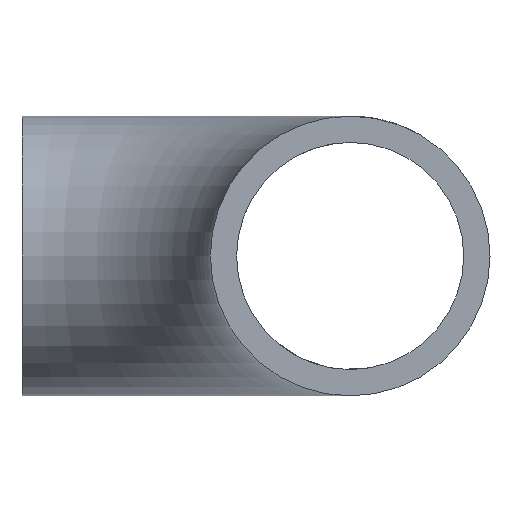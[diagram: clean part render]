
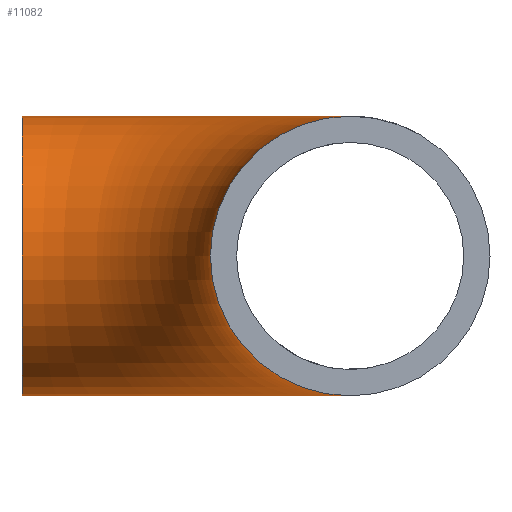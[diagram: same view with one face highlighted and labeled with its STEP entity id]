
A CAD part, left-side view. The second image highlights one B-rep face of the part: STEP entity #11082.
In plain terms, the highlighted toroidal (fillet/blend) face has major radius 25 mm and minor radius 10.65 mm.
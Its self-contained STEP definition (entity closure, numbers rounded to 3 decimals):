
#236 = CARTESIAN_POINT ( 'NONE',  ( 20.365, 4.505, -9.922 ) ) ;
#306 = CARTESIAN_POINT ( 'NONE',  ( 23.307, 5.906, 9.347 ) ) ;
#351 = CIRCLE ( 'NONE', #3776, 10.65 ) ;
#378 = CARTESIAN_POINT ( 'NONE',  ( 31.363, 10.717, 4.903 ) ) ;
#442 = CARTESIAN_POINT ( 'NONE',  ( 32.072, 11.209, -3.916 ) ) ;
#513 = CARTESIAN_POINT ( 'NONE',  ( 28.808, 9.035, 7.128 ) ) ;
#980 = CARTESIAN_POINT ( 'NONE',  ( 0.843, 0.002, 10.65 ) ) ;
#1292 = CARTESIAN_POINT ( 'NONE',  ( 23.351, 5.929, -9.336 ) ) ;
#1318 = EDGE_CURVE ( 'NONE', #11096, #11358, #3741, .T. ) ;
#1363 = CARTESIAN_POINT ( 'NONE',  ( 31.108, 10.543, 5.197 ) ) ;
#1434 = CARTESIAN_POINT ( 'NONE',  ( 33.153, 11.979, 0.852 ) ) ;
#1501 = CARTESIAN_POINT ( 'NONE',  ( 32.478, 11.495, 3.25 ) ) ;
#1571 = CARTESIAN_POINT ( 'NONE',  ( 24.789, 6.683, -8.932 ) ) ;
#2183 = FACE_OUTER_BOUND ( 'NONE', #10758, .T. ) ;
#2313 = CARTESIAN_POINT ( 'NONE',  ( 11.675, 1.452, -10.583 ) ) ;
#2343 = DIRECTION ( 'NONE',  ( 0., 0., -1. ) ) ;
#2382 = CARTESIAN_POINT ( 'NONE',  ( 32.459, 11.482, -3.213 ) ) ;
#2452 = CARTESIAN_POINT ( 'NONE',  ( 1.686, 0.023, -10.65 ) ) ;
#2523 = CARTESIAN_POINT ( 'NONE',  ( 22.618, 5.561, -9.506 ) ) ;
#2586 = CARTESIAN_POINT ( 'NONE',  ( 30.569, 10.18, 5.749 ) ) ;
#3005 = DIRECTION ( 'NONE',  ( 0., 0., 1. ) ) ;
#3316 = CARTESIAN_POINT ( 'NONE',  ( 30.289, 9.994, 6.005 ) ) ;
#3382 = CARTESIAN_POINT ( 'NONE',  ( 31.391, 10.737, -4.868 ) ) ;
#3443 = CARTESIAN_POINT ( 'NONE',  ( 31.14, 10.565, -5.161 ) ) ;
#3519 = CARTESIAN_POINT ( 'NONE',  ( 3.371, 0.116, 10.65 ) ) ;
#3593 = CARTESIAN_POINT ( 'NONE',  ( 31.858, 11.059, -4.245 ) ) ;
#3741 = B_SPLINE_CURVE_WITH_KNOTS ( 'NONE', 3,
 ( #10233, #980, #6732, #3519, #10755, #6661, #4538, #9695, #7538, #11564, #12778, #6599, #11627, #9631, #306, #6517, #8621, #5568, #12573, #513, #9556, #3316, #2586, #1363, #378, #10697, #1501, #5624, #4325, #4402, #1434, #8553, #12641, #9764, #12704, #10625, #12849, #11827, #2382, #442, #3593, #3382, #3443, #4610, #8689, #7679, #8760, #7748, #11764, #10820, #7602, #5496, #1571, #1292, #2523, #5700, #236, #6444, #8478, #7476, #2313, #10553, #4474, #11698, #5419, #2452, #5896, #6998 ),
 .UNSPECIFIED., .F., .F.,
 ( 4, 2, 2, 2, 2, 2, 2, 2, 2, 2, 2, 2, 2, 2, 2, 2, 2, 2, 2, 2, 2, 2, 2, 2, 2, 2, 2, 2, 2, 2, 2, 2, 2, 4 ),
 ( 0., 0.002, 0.005, 0.01, 0.015, 0.02, 0.023, 0.025, 0.028, 0.03, 0.033, 0.034, 0.035, 0.038, 0.039, 0.04, 0.04, 0.042, 0.043, 0.044, 0.045, 0.047, 0.048, 0.05, 0.052, 0.053, 0.055, 0.058, 0.061, 0.066, 0.071, 0.076, 0.078, 0.081 ),
 .UNSPECIFIED. ) ;
#3776 = AXIS2_PLACEMENT_3D ( 'NONE', #12735, #11654, #2343 ) ;
#4268 = CARTESIAN_POINT ( 'NONE',  ( 0., 25., 0. ) ) ;
#4325 = CARTESIAN_POINT ( 'NONE',  ( 33.011, 11.877, 1.69 ) ) ;
#4359 = AXIS2_PLACEMENT_3D ( 'NONE', #4268, #3005, #5089 ) ;
#4402 = CARTESIAN_POINT ( 'NONE',  ( 33.124, 11.959, 1.064 ) ) ;
#4471 = DIRECTION ( 'NONE',  ( 0., 0., -1. ) ) ;
#4474 = CARTESIAN_POINT ( 'NONE',  ( 6.722, 0.46, -10.644 ) ) ;
#4538 = CARTESIAN_POINT ( 'NONE',  ( 8.393, 0.736, 10.636 ) ) ;
#4610 = CARTESIAN_POINT ( 'NONE',  ( 30.605, 10.204, -5.715 ) ) ;
#5089 = DIRECTION ( 'NONE',  ( 1., 0., 0. ) ) ;
#5215 = TOROIDAL_SURFACE ( 'NONE', #4359, 25., 10.65 ) ;
#5419 = CARTESIAN_POINT ( 'NONE',  ( 3.369, 0.116, -10.65 ) ) ;
#5493 = CARTESIAN_POINT ( 'NONE',  ( 0., 0., 0. ) ) ;
#5496 = CARTESIAN_POINT ( 'NONE',  ( 25.493, 7.07, -8.7 ) ) ;
#5568 = CARTESIAN_POINT ( 'NONE',  ( 26.852, 7.846, 8.162 ) ) ;
#5624 = CARTESIAN_POINT ( 'NONE',  ( 32.899, 11.796, 2.094 ) ) ;
#5700 = CARTESIAN_POINT ( 'NONE',  ( 21.126, 4.85, -9.799 ) ) ;
#5896 = CARTESIAN_POINT ( 'NONE',  ( 0.843, 0.002, -10.65 ) ) ;
#6183 = CARTESIAN_POINT ( 'NONE',  ( 0., 0., 10.65 ) ) ;
#6372 = ORIENTED_EDGE ( 'NONE', *, *, #9430, .F. ) ;
#6444 = CARTESIAN_POINT ( 'NONE',  ( 18.06, 3.521, -10.231 ) ) ;
#6517 = CARTESIAN_POINT ( 'NONE',  ( 24.753, 6.664, 8.944 ) ) ;
#6599 = CARTESIAN_POINT ( 'NONE',  ( 20.307, 4.48, 9.931 ) ) ;
#6661 = CARTESIAN_POINT ( 'NONE',  ( 6.725, 0.461, 10.644 ) ) ;
#6732 = CARTESIAN_POINT ( 'NONE',  ( 1.687, 0.023, 10.65 ) ) ;
#6998 = CARTESIAN_POINT ( 'NONE',  ( 0., 0., -10.65 ) ) ;
#7009 = CARTESIAN_POINT ( 'NONE',  ( 0., 0., -10.65 ) ) ;
#7476 = CARTESIAN_POINT ( 'NONE',  ( 13.304, 1.896, -10.537 ) ) ;
#7538 = CARTESIAN_POINT ( 'NONE',  ( 13.274, 1.888, 10.538 ) ) ;
#7602 = CARTESIAN_POINT ( 'NONE',  ( 26.527, 7.661, -8.29 ) ) ;
#7679 = CARTESIAN_POINT ( 'NONE',  ( 29.459, 9.45, -6.692 ) ) ;
#7748 = CARTESIAN_POINT ( 'NONE',  ( 27.873, 8.46, -7.654 ) ) ;
#8478 = CARTESIAN_POINT ( 'NONE',  ( 16.495, 2.93, -10.361 ) ) ;
#8553 = CARTESIAN_POINT ( 'NONE',  ( 33.191, 12.007, 0.431 ) ) ;
#8621 = CARTESIAN_POINT ( 'NONE',  ( 25.463, 7.053, 8.711 ) ) ;
#8689 = CARTESIAN_POINT ( 'NONE',  ( 30.325, 10.018, -5.972 ) ) ;
#8760 = CARTESIAN_POINT ( 'NONE',  ( 28.843, 9.057, -7.106 ) ) ;
#9351 = AXIS2_PLACEMENT_3D ( 'NONE', #5493, #9628, #4471 ) ;
#9430 = EDGE_CURVE ( 'NONE', #12282, #12282, #351, .T. ) ;
#9556 = CARTESIAN_POINT ( 'NONE',  ( 29.421, 9.426, 6.719 ) ) ;
#9628 = DIRECTION ( 'NONE',  ( 1., 0., 0. ) ) ;
#9631 = CARTESIAN_POINT ( 'NONE',  ( 22.57, 5.537, 9.517 ) ) ;
#9695 = CARTESIAN_POINT ( 'NONE',  ( 11.664, 1.449, 10.583 ) ) ;
#9764 = CARTESIAN_POINT ( 'NONE',  ( 33.201, 12.015, -0.409 ) ) ;
#10233 = CARTESIAN_POINT ( 'NONE',  ( 0., 0., 10.65 ) ) ;
#10281 = CARTESIAN_POINT ( 'NONE',  ( 25., 25., -10.65 ) ) ;
#10553 = CARTESIAN_POINT ( 'NONE',  ( 8.387, 0.735, -10.636 ) ) ;
#10625 = CARTESIAN_POINT ( 'NONE',  ( 33.017, 11.881, -1.662 ) ) ;
#10697 = CARTESIAN_POINT ( 'NONE',  ( 32.075, 11.209, 3.961 ) ) ;
#10755 = CARTESIAN_POINT ( 'NONE',  ( 4.212, 0.185, 10.649 ) ) ;
#10758 = EDGE_LOOP ( 'NONE', ( #12708, #13308 ) ) ;
#10820 = CARTESIAN_POINT ( 'NONE',  ( 26.868, 7.86, -8.143 ) ) ;
#11082 = ADVANCED_FACE ( 'NONE', ( #2183, #12446 ), #5215, .T. ) ;
#11096 = VERTEX_POINT ( 'NONE', #6183 ) ;
#11358 = VERTEX_POINT ( 'NONE', #7009 ) ;
#11564 = CARTESIAN_POINT ( 'NONE',  ( 16.444, 2.913, 10.365 ) ) ;
#11627 = CARTESIAN_POINT ( 'NONE',  ( 21.071, 4.824, 9.809 ) ) ;
#11654 = DIRECTION ( 'NONE',  ( 0., 1., 0. ) ) ;
#11698 = CARTESIAN_POINT ( 'NONE',  ( 4.209, 0.185, -10.649 ) ) ;
#11764 = CARTESIAN_POINT ( 'NONE',  ( 27.541, 8.259, -7.826 ) ) ;
#11827 = CARTESIAN_POINT ( 'NONE',  ( 32.63, 11.604, -2.838 ) ) ;
#12083 = EDGE_CURVE ( 'NONE', #11358, #11096, #12576, .T. ) ;
#12282 = VERTEX_POINT ( 'NONE', #10281 ) ;
#12446 = FACE_OUTER_BOUND ( 'NONE', #12855, .T. ) ;
#12573 = CARTESIAN_POINT ( 'NONE',  ( 27.524, 8.246, 7.85 ) ) ;
#12576 = CIRCLE ( 'NONE', #9351, 10.65 ) ;
#12641 = CARTESIAN_POINT ( 'NONE',  ( 33.2, 12.014, 0.221 ) ) ;
#12704 = CARTESIAN_POINT ( 'NONE',  ( 33.165, 11.988, -0.827 ) ) ;
#12708 = ORIENTED_EDGE ( 'NONE', *, *, #12083, .T. ) ;
#12735 = CARTESIAN_POINT ( 'NONE',  ( 25., 25., 0. ) ) ;
#12778 = CARTESIAN_POINT ( 'NONE',  ( 18.004, 3.499, 10.237 ) ) ;
#12849 = CARTESIAN_POINT ( 'NONE',  ( 32.908, 11.803, -2.065 ) ) ;
#12855 = EDGE_LOOP ( 'NONE', ( #6372 ) ) ;
#13308 = ORIENTED_EDGE ( 'NONE', *, *, #1318, .T. ) ;
